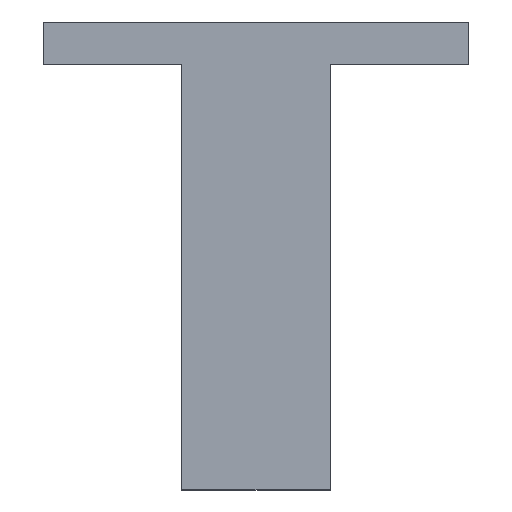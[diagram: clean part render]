
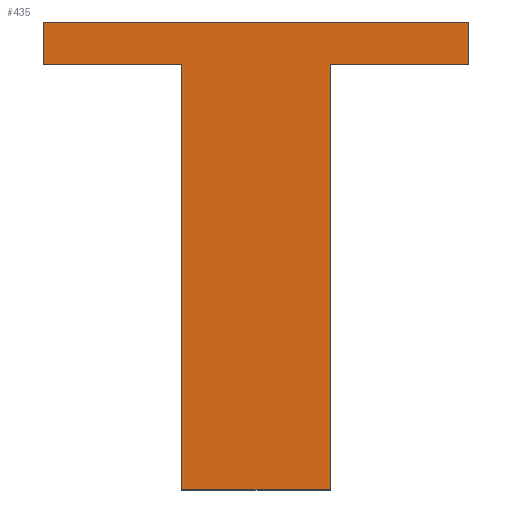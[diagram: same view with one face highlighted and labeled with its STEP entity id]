
A CAD part, left-side view. The second image highlights one B-rep face of the part: STEP entity #435.
In plain terms, the highlighted planar face has unit normal (-1, 0, 0).
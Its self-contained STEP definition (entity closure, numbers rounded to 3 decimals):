
#12 = VERTEX_POINT ( 'NONE', #312 ) ;
#27 = EDGE_CURVE ( 'NONE', #12, #63, #389, .T. ) ;
#31 = VECTOR ( 'NONE', #304, 1000. ) ;
#42 = VECTOR ( 'NONE', #229, 1000. ) ;
#54 = CARTESIAN_POINT ( 'NONE',  ( -35., 35., 200. ) ) ;
#58 = ORIENTED_EDGE ( 'NONE', *, *, #321, .T. ) ;
#61 = CARTESIAN_POINT ( 'NONE',  ( -35., -100., 200. ) ) ;
#62 = EDGE_CURVE ( 'NONE', #458, #129, #444, .T. ) ;
#63 = VERTEX_POINT ( 'NONE', #259 ) ;
#78 = LINE ( 'NONE', #104, #272 ) ;
#96 = EDGE_CURVE ( 'NONE', #129, #241, #169, .T. ) ;
#97 = AXIS2_PLACEMENT_3D ( 'NONE', #207, #293, #442 ) ;
#104 = CARTESIAN_POINT ( 'NONE',  ( -35., 100., 220. ) ) ;
#106 = CARTESIAN_POINT ( 'NONE',  ( -35., 35., 0. ) ) ;
#111 = DIRECTION ( 'NONE',  ( 0., 0., -1. ) ) ;
#123 = DIRECTION ( 'NONE',  ( 0., -1., 0. ) ) ;
#125 = DIRECTION ( 'NONE',  ( 0., 0., -1. ) ) ;
#127 = CARTESIAN_POINT ( 'NONE',  ( -35., -100., 220. ) ) ;
#129 = VERTEX_POINT ( 'NONE', #54 ) ;
#144 = VERTEX_POINT ( 'NONE', #270 ) ;
#150 = VERTEX_POINT ( 'NONE', #448 ) ;
#158 = FACE_OUTER_BOUND ( 'NONE', #307, .T. ) ;
#167 = CARTESIAN_POINT ( 'NONE',  ( -35., 100., 220. ) ) ;
#168 = VECTOR ( 'NONE', #256, 1000. ) ;
#169 = LINE ( 'NONE', #487, #480 ) ;
#177 = ORIENTED_EDGE ( 'NONE', *, *, #96, .T. ) ;
#178 = EDGE_CURVE ( 'NONE', #241, #150, #192, .T. ) ;
#192 = LINE ( 'NONE', #314, #346 ) ;
#201 = PLANE ( 'NONE',  #97 ) ;
#207 = CARTESIAN_POINT ( 'NONE',  ( -35., -35., 200. ) ) ;
#229 = DIRECTION ( 'NONE',  ( 0., -1., 0. ) ) ;
#239 = ORIENTED_EDGE ( 'NONE', *, *, #503, .F. ) ;
#240 = DIRECTION ( 'NONE',  ( 0., -1., 0. ) ) ;
#241 = VERTEX_POINT ( 'NONE', #106 ) ;
#245 = ORIENTED_EDGE ( 'NONE', *, *, #412, .F. ) ;
#256 = DIRECTION ( 'NONE',  ( 0., -1., 0. ) ) ;
#258 = CARTESIAN_POINT ( 'NONE',  ( -35., 100., 200. ) ) ;
#259 = CARTESIAN_POINT ( 'NONE',  ( -35., -100., 200. ) ) ;
#270 = CARTESIAN_POINT ( 'NONE',  ( -35., -100., 220. ) ) ;
#272 = VECTOR ( 'NONE', #111, 1000. ) ;
#279 = LINE ( 'NONE', #425, #31 ) ;
#293 = DIRECTION ( 'NONE',  ( 1., 0., 0. ) ) ;
#294 = EDGE_CURVE ( 'NONE', #144, #63, #489, .T. ) ;
#304 = DIRECTION ( 'NONE',  ( 0., 0., -1. ) ) ;
#307 = EDGE_LOOP ( 'NONE', ( #313, #245, #420, #488, #239, #58, #386, #177 ) ) ;
#312 = CARTESIAN_POINT ( 'NONE',  ( -35., -35., 200. ) ) ;
#313 = ORIENTED_EDGE ( 'NONE', *, *, #178, .T. ) ;
#314 = CARTESIAN_POINT ( 'NONE',  ( -35., -35., 0. ) ) ;
#321 = EDGE_CURVE ( 'NONE', #431, #458, #78, .T. ) ;
#346 = VECTOR ( 'NONE', #240, 1000. ) ;
#365 = LINE ( 'NONE', #445, #404 ) ;
#386 = ORIENTED_EDGE ( 'NONE', *, *, #62, .T. ) ;
#389 = LINE ( 'NONE', #61, #42 ) ;
#404 = VECTOR ( 'NONE', #123, 1000. ) ;
#412 = EDGE_CURVE ( 'NONE', #12, #150, #279, .T. ) ;
#420 = ORIENTED_EDGE ( 'NONE', *, *, #27, .T. ) ;
#425 = CARTESIAN_POINT ( 'NONE',  ( -35., -35., 200. ) ) ;
#431 = VERTEX_POINT ( 'NONE', #167 ) ;
#435 = ADVANCED_FACE ( 'NONE', ( #158 ), #201, .F. ) ;
#442 = DIRECTION ( 'NONE',  ( 0., 1., 0. ) ) ;
#444 = LINE ( 'NONE', #477, #168 ) ;
#445 = CARTESIAN_POINT ( 'NONE',  ( -35., -100., 220. ) ) ;
#448 = CARTESIAN_POINT ( 'NONE',  ( -35., -35., 0. ) ) ;
#451 = DIRECTION ( 'NONE',  ( 0., 0., -1. ) ) ;
#458 = VERTEX_POINT ( 'NONE', #258 ) ;
#469 = VECTOR ( 'NONE', #451, 1000. ) ;
#477 = CARTESIAN_POINT ( 'NONE',  ( -35., -100., 200. ) ) ;
#480 = VECTOR ( 'NONE', #125, 1000. ) ;
#487 = CARTESIAN_POINT ( 'NONE',  ( -35., 35., 200. ) ) ;
#488 = ORIENTED_EDGE ( 'NONE', *, *, #294, .F. ) ;
#489 = LINE ( 'NONE', #127, #469 ) ;
#503 = EDGE_CURVE ( 'NONE', #431, #144, #365, .T. ) ;
